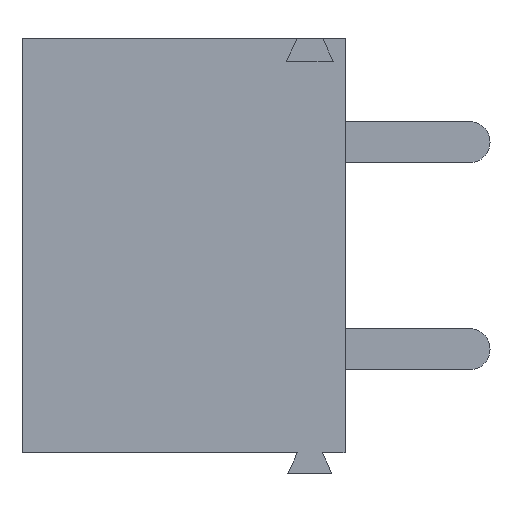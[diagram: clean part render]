
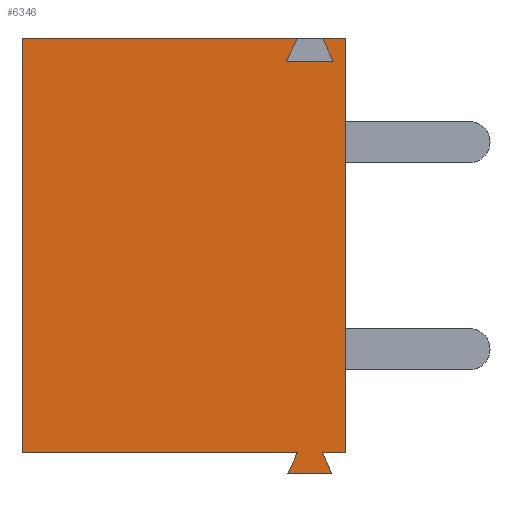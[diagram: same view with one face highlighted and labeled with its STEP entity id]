
A CAD part, front view. The second image highlights one B-rep face of the part: STEP entity #6346.
In plain terms, the highlighted planar face has unit normal (0, -1, 0).
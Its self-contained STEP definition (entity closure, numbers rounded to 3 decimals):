
#70 = LINE ( 'NONE', #2135, #1004 ) ;
#147 = CARTESIAN_POINT ( 'NONE',  ( 7.8, 0., -12.5 ) ) ;
#195 = DIRECTION ( 'NONE',  ( 0., 0., -1. ) ) ;
#464 = EDGE_CURVE ( 'NONE', #4349, #1509, #3198, .T. ) ;
#535 = CARTESIAN_POINT ( 'NONE',  ( 7.26, 0., -2.5 ) ) ;
#569 = EDGE_CURVE ( 'NONE', #2109, #2178, #2272, .T. ) ;
#616 = CARTESIAN_POINT ( 'NONE',  ( 6.64, 0., -2.5 ) ) ;
#658 = ORIENTED_EDGE ( 'NONE', *, *, #4602, .F. ) ;
#725 = EDGE_CURVE ( 'NONE', #5031, #2501, #5462, .T. ) ;
#816 = CARTESIAN_POINT ( 'NONE',  ( 7.397, 0., -12.815 ) ) ;
#1004 = VECTOR ( 'NONE', #2743, 1000. ) ;
#1127 = VERTEX_POINT ( 'NONE', #4817 ) ;
#1271 = LINE ( 'NONE', #5352, #3859 ) ;
#1305 = CARTESIAN_POINT ( 'NONE',  ( 0., 0., -2.5 ) ) ;
#1370 = ORIENTED_EDGE ( 'NONE', *, *, #6182, .F. ) ;
#1379 = LINE ( 'NONE', #1305, #6397 ) ;
#1509 = VERTEX_POINT ( 'NONE', #6367 ) ;
#1528 = CARTESIAN_POINT ( 'NONE',  ( 6.64, 0., -2.5 ) ) ;
#1787 = ORIENTED_EDGE ( 'NONE', *, *, #3989, .T. ) ;
#1804 = VECTOR ( 'NONE', #6536, 1000. ) ;
#2109 = VERTEX_POINT ( 'NONE', #3856 ) ;
#2117 = CARTESIAN_POINT ( 'NONE',  ( 7.483, 0., -13. ) ) ;
#2122 = EDGE_CURVE ( 'NONE', #5478, #3329, #4106, .T. ) ;
#2135 = CARTESIAN_POINT ( 'NONE',  ( 6.621, 0., -13. ) ) ;
#2178 = VERTEX_POINT ( 'NONE', #5007 ) ;
#2269 = ORIENTED_EDGE ( 'NONE', *, *, #725, .T. ) ;
#2272 = LINE ( 'NONE', #5288, #2664 ) ;
#2294 = CARTESIAN_POINT ( 'NONE',  ( 7.8, 0., 12.5 ) ) ;
#2415 = ORIENTED_EDGE ( 'NONE', *, *, #569, .T. ) ;
#2448 = CARTESIAN_POINT ( 'NONE',  ( 0., 0., -12.5 ) ) ;
#2501 = VERTEX_POINT ( 'NONE', #3085 ) ;
#2536 = VERTEX_POINT ( 'NONE', #4638 ) ;
#2573 = EDGE_CURVE ( 'NONE', #1509, #1127, #6307, .T. ) ;
#2584 = PLANE ( 'NONE',  #4998 ) ;
#2642 = DIRECTION ( 'NONE',  ( -0.423, 0., -0.906 ) ) ;
#2664 = VECTOR ( 'NONE', #6332, 1000. ) ;
#2743 = DIRECTION ( 'NONE',  ( 1., 0., 0. ) ) ;
#2812 = DIRECTION ( 'NONE',  ( 1., 0., 0. ) ) ;
#3011 = DIRECTION ( 'NONE',  ( 0., 0., 1. ) ) ;
#3085 = CARTESIAN_POINT ( 'NONE',  ( 6.417, 0., -13. ) ) ;
#3193 = CARTESIAN_POINT ( 'NONE',  ( 0., 0., -12.5 ) ) ;
#3198 = LINE ( 'NONE', #616, #5990 ) ;
#3237 = DIRECTION ( 'NONE',  ( 1., 0., 0. ) ) ;
#3251 = EDGE_LOOP ( 'NONE', ( #658, #6285, #4422, #3359, #6251, #1370, #2415, #1787, #2269, #6148, #3640, #3715 ) ) ;
#3329 = VERTEX_POINT ( 'NONE', #3597 ) ;
#3359 = ORIENTED_EDGE ( 'NONE', *, *, #2573, .F. ) ;
#3556 = DIRECTION ( 'NONE',  ( 1., 0., 0. ) ) ;
#3597 = CARTESIAN_POINT ( 'NONE',  ( 7.25, 0., -12.5 ) ) ;
#3605 = DIRECTION ( 'NONE',  ( 0., 1., 0. ) ) ;
#3640 = ORIENTED_EDGE ( 'NONE', *, *, #2122, .T. ) ;
#3657 = EDGE_CURVE ( 'NONE', #2501, #5478, #70, .T. ) ;
#3715 = ORIENTED_EDGE ( 'NONE', *, *, #6442, .T. ) ;
#3856 = CARTESIAN_POINT ( 'NONE',  ( 0., 0., -2.5 ) ) ;
#3859 = VECTOR ( 'NONE', #4414, 1000. ) ;
#3989 = EDGE_CURVE ( 'NONE', #2178, #5031, #5635, .T. ) ;
#4106 = LINE ( 'NONE', #816, #5450 ) ;
#4175 = DIRECTION ( 'NONE',  ( -0.423, 0., 0.906 ) ) ;
#4313 = LINE ( 'NONE', #2294, #5267 ) ;
#4349 = VERTEX_POINT ( 'NONE', #1528 ) ;
#4414 = DIRECTION ( 'NONE',  ( 1., 0., 0. ) ) ;
#4422 = ORIENTED_EDGE ( 'NONE', *, *, #5363, .F. ) ;
#4463 = CARTESIAN_POINT ( 'NONE',  ( 6.65, 0., -12.5 ) ) ;
#4527 = VECTOR ( 'NONE', #3237, 1000. ) ;
#4538 = VECTOR ( 'NONE', #4175, 1000. ) ;
#4602 = EDGE_CURVE ( 'NONE', #2536, #5678, #4313, .T. ) ;
#4605 = FACE_OUTER_BOUND ( 'NONE', #3251, .T. ) ;
#4632 = CARTESIAN_POINT ( 'NONE',  ( 0., 0., 12.5 ) ) ;
#4637 = EDGE_CURVE ( 'NONE', #5480, #2536, #1271, .T. ) ;
#4638 = CARTESIAN_POINT ( 'NONE',  ( 7.8, 0., -2.5 ) ) ;
#4654 = VECTOR ( 'NONE', #3556, 1000. ) ;
#4817 = CARTESIAN_POINT ( 'NONE',  ( 7.516, 0., -3.05 ) ) ;
#4945 = CARTESIAN_POINT ( 'NONE',  ( 6.65, 0., -12.5 ) ) ;
#4947 = LINE ( 'NONE', #2448, #5973 ) ;
#4972 = DIRECTION ( 'NONE',  ( -0.423, 0., 0.906 ) ) ;
#4998 = AXIS2_PLACEMENT_3D ( 'NONE', #4632, #3605, #3011 ) ;
#5007 = CARTESIAN_POINT ( 'NONE',  ( 0., 0., -12.5 ) ) ;
#5031 = VERTEX_POINT ( 'NONE', #4945 ) ;
#5267 = VECTOR ( 'NONE', #195, 1000. ) ;
#5288 = CARTESIAN_POINT ( 'NONE',  ( 0., 0., 12.5 ) ) ;
#5352 = CARTESIAN_POINT ( 'NONE',  ( 0., 0., -2.5 ) ) ;
#5363 = EDGE_CURVE ( 'NONE', #1127, #5480, #6665, .T. ) ;
#5419 = DIRECTION ( 'NONE',  ( 1., 0., 0. ) ) ;
#5450 = VECTOR ( 'NONE', #4972, 1000. ) ;
#5462 = LINE ( 'NONE', #4463, #1804 ) ;
#5478 = VERTEX_POINT ( 'NONE', #2117 ) ;
#5480 = VERTEX_POINT ( 'NONE', #535 ) ;
#5635 = LINE ( 'NONE', #3193, #4654 ) ;
#5678 = VERTEX_POINT ( 'NONE', #147 ) ;
#5783 = CARTESIAN_POINT ( 'NONE',  ( 6.588, 0., -3.05 ) ) ;
#5973 = VECTOR ( 'NONE', #2812, 1000. ) ;
#5990 = VECTOR ( 'NONE', #2642, 1000. ) ;
#6148 = ORIENTED_EDGE ( 'NONE', *, *, #3657, .T. ) ;
#6156 = CARTESIAN_POINT ( 'NONE',  ( 7.43, 0., -2.865 ) ) ;
#6182 = EDGE_CURVE ( 'NONE', #2109, #4349, #1379, .T. ) ;
#6251 = ORIENTED_EDGE ( 'NONE', *, *, #464, .F. ) ;
#6285 = ORIENTED_EDGE ( 'NONE', *, *, #4637, .F. ) ;
#6307 = LINE ( 'NONE', #5783, #4527 ) ;
#6332 = DIRECTION ( 'NONE',  ( 0., 0., -1. ) ) ;
#6346 = ADVANCED_FACE ( 'NONE', ( #4605 ), #2584, .F. ) ;
#6367 = CARTESIAN_POINT ( 'NONE',  ( 6.384, 0., -3.05 ) ) ;
#6397 = VECTOR ( 'NONE', #5419, 1000. ) ;
#6442 = EDGE_CURVE ( 'NONE', #3329, #5678, #4947, .T. ) ;
#6536 = DIRECTION ( 'NONE',  ( -0.423, 0., -0.906 ) ) ;
#6665 = LINE ( 'NONE', #6156, #4538 ) ;
